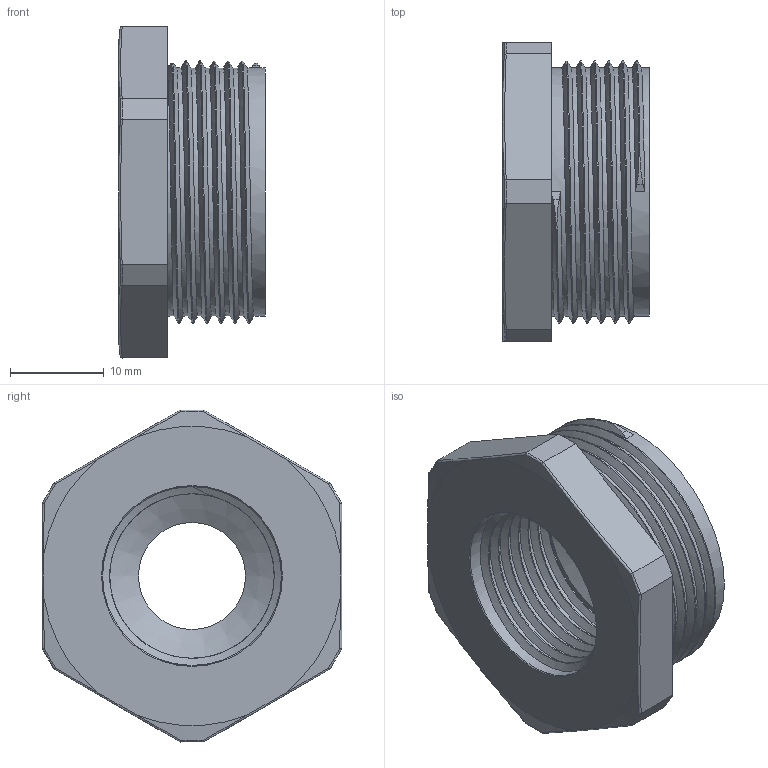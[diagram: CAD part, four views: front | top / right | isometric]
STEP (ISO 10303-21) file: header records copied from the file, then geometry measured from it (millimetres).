
FILE_DESCRIPTION(/* description */ ('Reduzierung sechskant PG 21/ PG 11 Bauform A'),/* implementation_level */ '2;1');
FILE_NAME(/* name */ '11082111-RST.stp',/* time_stamp */ '2020-04-29T09:32:48+02:00',/* author */ ('sl'),/* organization */ (''),/* preprocessor_version */ 'ST-DEVELOPER v16.5',/* originating_system */ 'Autodesk Inventor 2017',/* authorisation */ '');
FILE_SCHEMA (('AUTOMOTIVE_DESIGN { 1 0 10303 214 3 1 1 }'));
Length unit declared in the file: millimetre
Products named in the file (1): 11082111
Bounding box: 15.7 x 32 x 35.49 mm (x, y, z)
Volume: 6686.2 mm3; surface area: 4580.3 mm2
Topology: 1 solids, 1 shells, 65 faces, 177 edges, 116 vertices
Faces by surface type: cylinder 21, plane 20, bspline 16, cone 8
Full cylindrical faces by diameter (mm): 11.43 x1, 19.122 x6, 22.53 x1, 26.548 x6
Entity records: 4475 total; most frequent: CARTESIAN_POINT 3265, ORIENTED_EDGE 264, DIRECTION 203, EDGE_CURVE 132, VERTEX_POINT 89, AXIS2_PLACEMENT_3D 79, EDGE_LOOP 63, FACE_OUTER_BOUND 53
